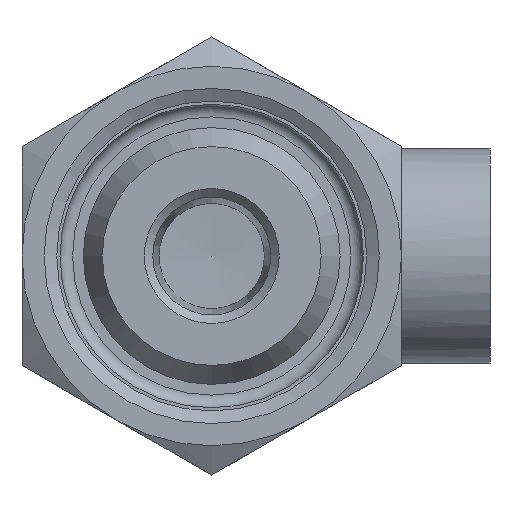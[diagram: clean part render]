
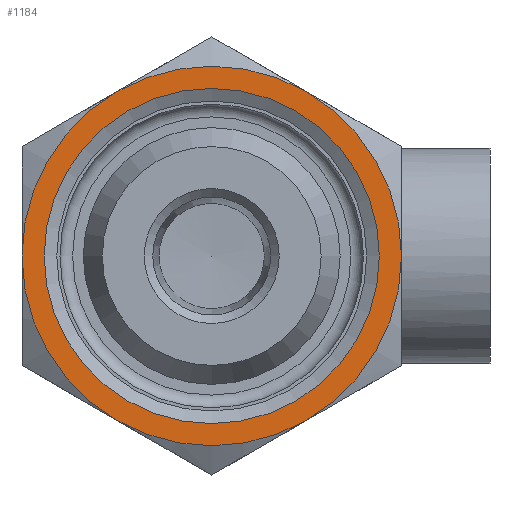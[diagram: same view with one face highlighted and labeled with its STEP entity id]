
A CAD part, front view. The second image highlights one B-rep face of the part: STEP entity #1184.
In plain terms, the highlighted planar face has unit normal (0, -1, 0).
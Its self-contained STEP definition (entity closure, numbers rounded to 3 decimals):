
#48=PLANE('',#1327);
#270=ORIENTED_EDGE('',*,*,#556,.F.);
#271=ORIENTED_EDGE('',*,*,#565,.F.);
#272=ORIENTED_EDGE('',*,*,#571,.F.);
#273=ORIENTED_EDGE('',*,*,#567,.F.);
#274=ORIENTED_EDGE('',*,*,#561,.F.);
#275=ORIENTED_EDGE('',*,*,#558,.F.);
#276=ORIENTED_EDGE('',*,*,#585,.T.);
#556=EDGE_CURVE('',#719,#718,#832,.T.);
#558=EDGE_CURVE('',#718,#721,#833,.T.);
#561=EDGE_CURVE('',#721,#723,#834,.T.);
#565=EDGE_CURVE('',#725,#719,#835,.T.);
#567=EDGE_CURVE('',#723,#727,#836,.T.);
#571=EDGE_CURVE('',#727,#725,#837,.T.);
#585=EDGE_CURVE('',#743,#743,#851,.T.);
#718=VERTEX_POINT('',#1883);
#719=VERTEX_POINT('',#1888);
#721=VERTEX_POINT('',#1897);
#723=VERTEX_POINT('',#1909);
#725=VERTEX_POINT('',#1924);
#727=VERTEX_POINT('',#1933);
#743=VERTEX_POINT('',#1991);
#832=CIRCLE('',#1288,15.);
#833=CIRCLE('',#1290,15.);
#834=CIRCLE('',#1292,15.);
#835=CIRCLE('',#1294,15.);
#836=CIRCLE('',#1296,15.);
#837=CIRCLE('',#1298,15.);
#851=CIRCLE('',#1326,13.25);
#929=EDGE_LOOP('',(#270,#271,#272,#273,#274,#275));
#930=EDGE_LOOP('',(#276));
#1055=FACE_BOUND('',#929,.T.);
#1056=FACE_BOUND('',#930,.T.);
#1184=ADVANCED_FACE('',(#1055,#1056),#48,.F.);
#1288=AXIS2_PLACEMENT_3D('',#1889,#1482,#1483);
#1290=AXIS2_PLACEMENT_3D('',#1896,#1486,#1487);
#1292=AXIS2_PLACEMENT_3D('',#1908,#1490,#1491);
#1294=AXIS2_PLACEMENT_3D('',#1925,#1494,#1495);
#1296=AXIS2_PLACEMENT_3D('',#1932,#1498,#1499);
#1298=AXIS2_PLACEMENT_3D('',#1948,#1502,#1503);
#1326=AXIS2_PLACEMENT_3D('',#1990,#1558,#1559);
#1327=AXIS2_PLACEMENT_3D('',#1992,#1560,#1561);
#1482=DIRECTION('',(0.,1.,0.));
#1483=DIRECTION('',(0.,0.,1.));
#1486=DIRECTION('',(0.,1.,0.));
#1487=DIRECTION('',(0.,0.,1.));
#1490=DIRECTION('',(0.,1.,0.));
#1491=DIRECTION('',(0.,0.,1.));
#1494=DIRECTION('',(0.,1.,0.));
#1495=DIRECTION('',(0.,0.,1.));
#1498=DIRECTION('',(0.,1.,0.));
#1499=DIRECTION('',(0.,0.,1.));
#1502=DIRECTION('',(0.,1.,0.));
#1503=DIRECTION('',(0.,0.,1.));
#1558=DIRECTION('',(0.,1.,0.));
#1559=DIRECTION('',(0.,0.,1.));
#1560=DIRECTION('',(0.,1.,0.));
#1561=DIRECTION('',(0.,0.,1.));
#1883=CARTESIAN_POINT('',(-7.5,0.,12.99));
#1888=CARTESIAN_POINT('',(-15.,0.,0.));
#1889=CARTESIAN_POINT('',(0.,0.,0.));
#1896=CARTESIAN_POINT('',(0.,0.,0.));
#1897=CARTESIAN_POINT('',(7.5,0.,12.99));
#1908=CARTESIAN_POINT('',(0.,0.,0.));
#1909=CARTESIAN_POINT('',(15.,0.,0.));
#1924=CARTESIAN_POINT('',(-7.5,0.,-12.99));
#1925=CARTESIAN_POINT('',(0.,0.,0.));
#1932=CARTESIAN_POINT('',(0.,0.,0.));
#1933=CARTESIAN_POINT('',(7.5,0.,-12.99));
#1948=CARTESIAN_POINT('',(0.,0.,0.));
#1990=CARTESIAN_POINT('',(0.,0.,0.));
#1991=CARTESIAN_POINT('',(0.,0.,13.25));
#1992=CARTESIAN_POINT('',(-13.25,0.,0.));
